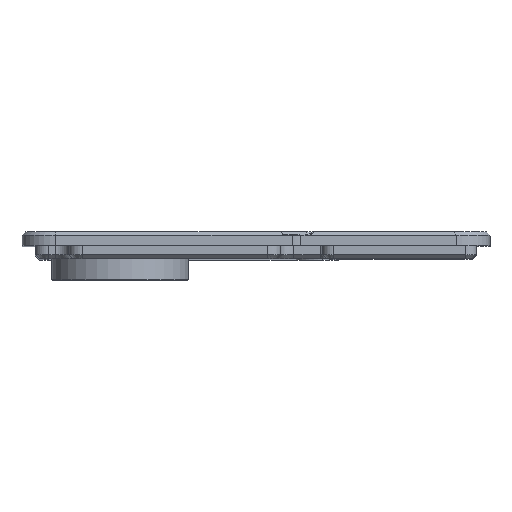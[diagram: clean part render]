
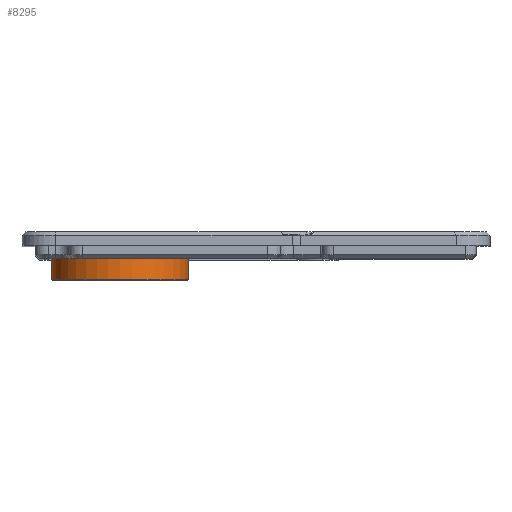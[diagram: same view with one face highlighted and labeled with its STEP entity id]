
A CAD part, top view. The second image highlights one B-rep face of the part: STEP entity #8295.
In plain terms, the highlighted cylindrical face has radius 10.25 mm (diameter 20.5 mm), a full revolution.
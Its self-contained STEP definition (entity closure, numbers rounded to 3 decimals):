
#259=CYLINDRICAL_SURFACE('',#8662,10.25);
#413=CIRCLE('',#8442,10.25);
#458=CIRCLE('',#8658,10.25);
#1313=FACE_OUTER_BOUND('',#1815,.T.);
#1815=EDGE_LOOP('',(#7548,#7549,#7550,#7551));
#2509=LINE('',#16151,#3191);
#3191=VECTOR('',#9996,10.25);
#3580=VERTEX_POINT('',#11569);
#4014=VERTEX_POINT('',#16142);
#4410=EDGE_CURVE('',#3580,#3580,#413,.T.);
#5210=EDGE_CURVE('',#4014,#4014,#458,.T.);
#5214=EDGE_CURVE('',#4014,#3580,#2509,.T.);
#7548=ORIENTED_EDGE('',*,*,#5210,.F.);
#7549=ORIENTED_EDGE('',*,*,#5214,.T.);
#7550=ORIENTED_EDGE('',*,*,#4410,.F.);
#7551=ORIENTED_EDGE('',*,*,#5214,.F.);
#8295=ADVANCED_FACE('',(#1313),#259,.T.);
#8442=AXIS2_PLACEMENT_3D('',#11570,#9063,#9064);
#8658=AXIS2_PLACEMENT_3D('',#16143,#9983,#9984);
#8662=AXIS2_PLACEMENT_3D('',#16150,#9994,#9995);
#9063=DIRECTION('center_axis',(0.,1.,0.));
#9064=DIRECTION('ref_axis',(1.,0.,0.));
#9983=DIRECTION('center_axis',(0.,-1.,0.));
#9984=DIRECTION('ref_axis',(1.,0.,0.));
#9994=DIRECTION('center_axis',(0.,-1.,0.));
#9995=DIRECTION('ref_axis',(1.,0.,0.));
#9996=DIRECTION('',(0.,1.,0.));
#11569=CARTESIAN_POINT('',(4.45,0.,40.2));
#11570=CARTESIAN_POINT('Origin',(14.7,0.,40.2));
#16142=CARTESIAN_POINT('',(4.45,-5.,40.2));
#16143=CARTESIAN_POINT('Origin',(14.7,-5.,40.2));
#16150=CARTESIAN_POINT('Origin',(14.7,0.,40.2));
#16151=CARTESIAN_POINT('',(4.45,0.,40.2));
